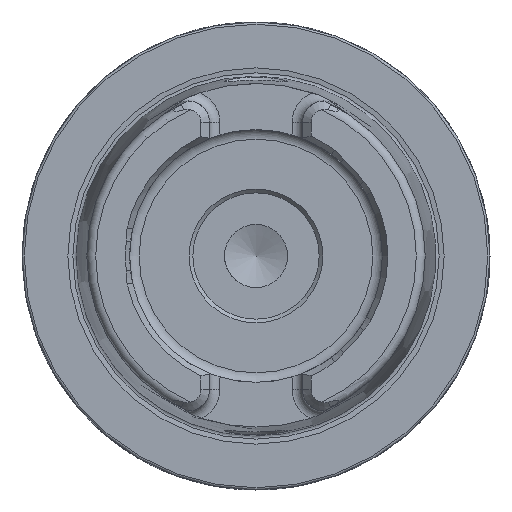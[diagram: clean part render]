
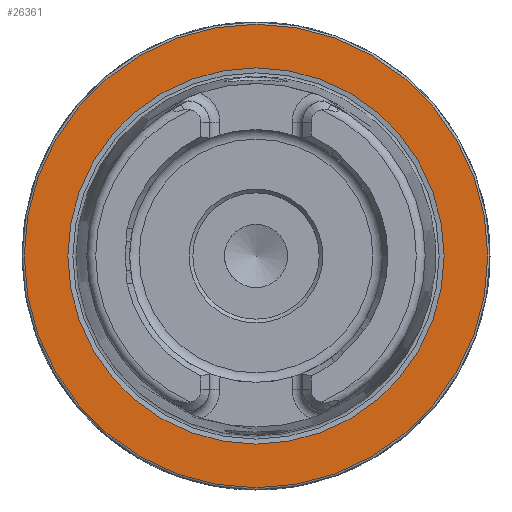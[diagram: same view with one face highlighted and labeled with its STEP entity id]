
A CAD part, left-side view. The second image highlights one B-rep face of the part: STEP entity #26361.
In plain terms, the highlighted planar face has unit normal (-1, 0, 0).
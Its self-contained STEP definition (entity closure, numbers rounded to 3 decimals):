
#84 = FACE_OUTER_BOUND ( 'NONE', #14585, .T. ) ;
#360 = CARTESIAN_POINT ( 'NONE',  ( -121., 31.2, 0. ) ) ;
#2278 = DIRECTION ( 'NONE',  ( -1., 0., 0. ) ) ;
#2640 = VERTEX_POINT ( 'NONE', #26610 ) ;
#2841 = CIRCLE ( 'NONE', #22891, 31.2 ) ;
#7634 = ORIENTED_EDGE ( 'NONE', *, *, #11275, .T. ) ;
#8629 = AXIS2_PLACEMENT_3D ( 'NONE', #20802, #2278, #27927 ) ;
#9256 = DIRECTION ( 'NONE',  ( 0., 0., 1. ) ) ;
#9484 = DIRECTION ( 'NONE',  ( 0., 0., -1. ) ) ;
#10188 = ORIENTED_EDGE ( 'NONE', *, *, #26101, .F. ) ;
#11275 = EDGE_CURVE ( 'NONE', #2640, #2640, #2841, .T. ) ;
#11937 = PLANE ( 'NONE',  #28855 ) ;
#13890 = CARTESIAN_POINT ( 'NONE',  ( -121., 0., 0. ) ) ;
#13989 = DIRECTION ( 'NONE',  ( -1., 0., 0. ) ) ;
#14585 = EDGE_LOOP ( 'NONE', ( #7634 ) ) ;
#18054 = EDGE_LOOP ( 'NONE', ( #10188 ) ) ;
#18614 = CARTESIAN_POINT ( 'NONE',  ( -121., 0., 25.324 ) ) ;
#19179 = VERTEX_POINT ( 'NONE', #18614 ) ;
#20802 = CARTESIAN_POINT ( 'NONE',  ( -121., 0., 0. ) ) ;
#22891 = AXIS2_PLACEMENT_3D ( 'NONE', #13890, #13989, #9256 ) ;
#24085 = CIRCLE ( 'NONE', #8629, 25.324 ) ;
#26101 = EDGE_CURVE ( 'NONE', #19179, #19179, #24085, .T. ) ;
#26361 = ADVANCED_FACE ( 'NONE', ( #27774, #84 ), #11937, .F. ) ;
#26610 = CARTESIAN_POINT ( 'NONE',  ( -121., 0., 31.2 ) ) ;
#27604 = DIRECTION ( 'NONE',  ( 1., 0., 0. ) ) ;
#27774 = FACE_BOUND ( 'NONE', #18054, .T. ) ;
#27927 = DIRECTION ( 'NONE',  ( 0., 0., 1. ) ) ;
#28855 = AXIS2_PLACEMENT_3D ( 'NONE', #360, #27604, #9484 ) ;
